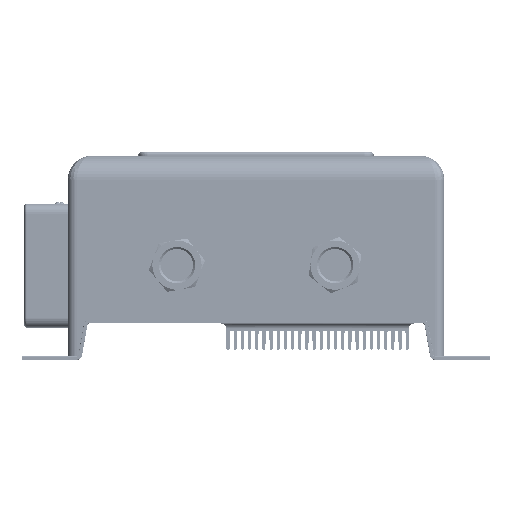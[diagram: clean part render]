
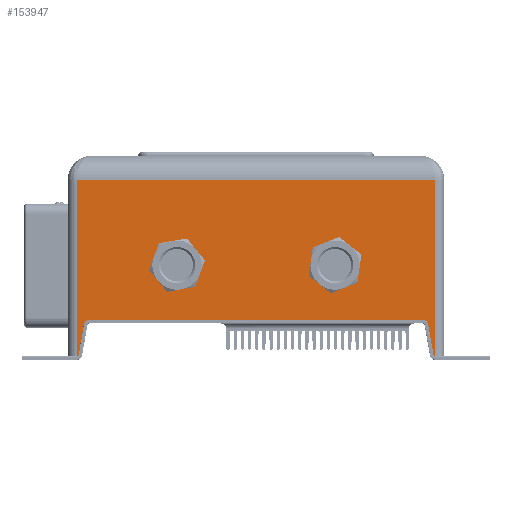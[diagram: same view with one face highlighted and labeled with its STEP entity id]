
A CAD part, front view. The second image highlights one B-rep face of the part: STEP entity #153947.
In plain terms, the highlighted face is planar.
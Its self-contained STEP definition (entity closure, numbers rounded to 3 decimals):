
#295 = ORIENTED_EDGE ( 'NONE', *, *, #5438, .F. ) ;
#1876 = CARTESIAN_POINT ( 'NONE',  ( -81.051, -10., -329. ) ) ;
#1954 = EDGE_CURVE ( 'NONE', #37607, #63111, #2937, .T. ) ;
#2256 = CARTESIAN_POINT ( 'NONE',  ( 66.655, 45., -329. ) ) ;
#2937 = LINE ( 'NONE', #15549, #150280 ) ;
#3248 = CARTESIAN_POINT ( 'NONE',  ( -81.051, 95., -329. ) ) ;
#4299 = VERTEX_POINT ( 'NONE', #79107 ) ;
#5438 = EDGE_CURVE ( 'NONE', #63971, #32202, #120967, .T. ) ;
#7184 = VECTOR ( 'NONE', #77512, 1000. ) ;
#7280 = EDGE_CURVE ( 'NONE', #32202, #4299, #137690, .T. ) ;
#7592 = CARTESIAN_POINT ( 'NONE',  ( -77.122, 77.479, -329. ) ) ;
#8238 = FACE_BOUND ( 'NONE', #87244, .T. ) ;
#9367 = CIRCLE ( 'NONE', #87740, 1. ) ;
#10109 = DIRECTION ( 'NONE',  ( -1., 0., 0. ) ) ;
#11342 = DIRECTION ( 'NONE',  ( 0., 0., -1. ) ) ;
#14212 = CARTESIAN_POINT ( 'NONE',  ( 54.655, 45., -329. ) ) ;
#15549 = CARTESIAN_POINT ( 'NONE',  ( 115.655, -10., -329. ) ) ;
#16387 = ORIENTED_EDGE ( 'NONE', *, *, #33444, .F. ) ;
#16451 = CARTESIAN_POINT ( 'NONE',  ( -77.122, 77.479, -329. ) ) ;
#16478 = AXIS2_PLACEMENT_3D ( 'NONE', #23721, #116844, #93214 ) ;
#16652 = VERTEX_POINT ( 'NONE', #16724 ) ;
#16724 = CARTESIAN_POINT ( 'NONE',  ( -80.066, 94.174, -329. ) ) ;
#17322 = DIRECTION ( 'NONE',  ( 0., 0., 1. ) ) ;
#19010 = VERTEX_POINT ( 'NONE', #28216 ) ;
#20844 = FACE_OUTER_BOUND ( 'NONE', #58038, .T. ) ;
#21156 = CARTESIAN_POINT ( 'NONE',  ( -26.051, 45., -329. ) ) ;
#21168 = VERTEX_POINT ( 'NONE', #40672 ) ;
#22554 = ORIENTED_EDGE ( 'NONE', *, *, #90175, .F. ) ;
#23721 = CARTESIAN_POINT ( 'NONE',  ( -81.051, 94., -329. ) ) ;
#24241 = DIRECTION ( 'NONE',  ( 0., 0., -1. ) ) ;
#24411 = EDGE_CURVE ( 'NONE', #21168, #19010, #114548, .T. ) ;
#25516 = CARTESIAN_POINT ( 'NONE',  ( 108.772, 78., -329. ) ) ;
#27078 = DIRECTION ( 'NONE',  ( -1., 0., 0. ) ) ;
#28216 = CARTESIAN_POINT ( 'NONE',  ( -32.051, 45., -329. ) ) ;
#31841 = CARTESIAN_POINT ( 'NONE',  ( 111.726, 77.479, -329. ) ) ;
#31934 = CARTESIAN_POINT ( 'NONE',  ( 120.655, -10., -329. ) ) ;
#32073 = ORIENTED_EDGE ( 'NONE', *, *, #124887, .T. ) ;
#32202 = VERTEX_POINT ( 'NONE', #46465 ) ;
#32466 = ORIENTED_EDGE ( 'NONE', *, *, #1954, .T. ) ;
#33444 = EDGE_CURVE ( 'NONE', #98103, #109217, #45052, .T. ) ;
#35664 = CIRCLE ( 'NONE', #55837, 3. ) ;
#35779 = CARTESIAN_POINT ( 'NONE',  ( 60.655, 45., -329. ) ) ;
#37607 = VERTEX_POINT ( 'NONE', #104708 ) ;
#40088 = EDGE_CURVE ( 'NONE', #63111, #43582, #135868, .T. ) ;
#40672 = CARTESIAN_POINT ( 'NONE',  ( -20.051, 45., -329. ) ) ;
#41065 = ORIENTED_EDGE ( 'NONE', *, *, #24411, .F. ) ;
#41694 = LINE ( 'NONE', #16451, #99683 ) ;
#42289 = CARTESIAN_POINT ( 'NONE',  ( -74.168, 75., -329. ) ) ;
#43349 = CARTESIAN_POINT ( 'NONE',  ( 115.655, 94., -329. ) ) ;
#43476 = ORIENTED_EDGE ( 'NONE', *, *, #40088, .T. ) ;
#43582 = VERTEX_POINT ( 'NONE', #121197 ) ;
#44345 = LINE ( 'NONE', #79092, #7184 ) ;
#44720 = EDGE_CURVE ( 'NONE', #148146, #16652, #41694, .T. ) ;
#45052 = CIRCLE ( 'NONE', #133153, 6. ) ;
#46465 = CARTESIAN_POINT ( 'NONE',  ( 108.772, 75., -329. ) ) ;
#47189 = CARTESIAN_POINT ( 'NONE',  ( -74.168, 78., -329. ) ) ;
#50394 = AXIS2_PLACEMENT_3D ( 'NONE', #25516, #86259, #73644 ) ;
#51056 = EDGE_CURVE ( 'NONE', #98206, #63971, #44345, .T. ) ;
#51741 = CIRCLE ( 'NONE', #16478, 1. ) ;
#54419 = DIRECTION ( 'NONE',  ( -1., 0., 0. ) ) ;
#55837 = AXIS2_PLACEMENT_3D ( 'NONE', #47189, #24241, #95294 ) ;
#56377 = DIRECTION ( 'NONE',  ( 0., 0., 1. ) ) ;
#57221 = ORIENTED_EDGE ( 'NONE', *, *, #105529, .F. ) ;
#57235 = CIRCLE ( 'NONE', #145327, 6. ) ;
#58038 = EDGE_LOOP ( 'NONE', ( #32466, #43476, #32073, #136031, #79526, #146905, #119278, #295, #127040, #57221 ) ) ;
#61800 = CARTESIAN_POINT ( 'NONE',  ( -81.051, -1.5, -329. ) ) ;
#63111 = VERTEX_POINT ( 'NONE', #70040 ) ;
#63674 = DIRECTION ( 'NONE',  ( 0., -1., 0. ) ) ;
#63971 = VERTEX_POINT ( 'NONE', #31841 ) ;
#66437 = CARTESIAN_POINT ( 'NONE',  ( 60.655, 45., -329. ) ) ;
#70040 = CARTESIAN_POINT ( 'NONE',  ( 115.655, -1.5, -329. ) ) ;
#73644 = DIRECTION ( 'NONE',  ( 1., 0., 0. ) ) ;
#77205 = DIRECTION ( 'NONE',  ( -0.174, 0.985, 0. ) ) ;
#77512 = DIRECTION ( 'NONE',  ( -0.174, -0.985, 0. ) ) ;
#77861 = CIRCLE ( 'NONE', #115579, 6. ) ;
#79092 = CARTESIAN_POINT ( 'NONE',  ( 111.726, 77.479, -329. ) ) ;
#79107 = CARTESIAN_POINT ( 'NONE',  ( -74.168, 75., -329. ) ) ;
#79526 = ORIENTED_EDGE ( 'NONE', *, *, #44720, .F. ) ;
#83305 = DIRECTION ( 'NONE',  ( -1., 0., 0. ) ) ;
#85515 = LINE ( 'NONE', #1876, #138446 ) ;
#86259 = DIRECTION ( 'NONE',  ( 0., 0., -1. ) ) ;
#87244 = EDGE_LOOP ( 'NONE', ( #91622, #41065 ) ) ;
#87740 = AXIS2_PLACEMENT_3D ( 'NONE', #43349, #17322, #54419 ) ;
#90175 = EDGE_CURVE ( 'NONE', #109217, #98103, #57235, .T. ) ;
#91622 = ORIENTED_EDGE ( 'NONE', *, *, #146361, .F. ) ;
#93214 = DIRECTION ( 'NONE',  ( -1., 0., 0. ) ) ;
#94988 = EDGE_LOOP ( 'NONE', ( #22554, #16387 ) ) ;
#95294 = DIRECTION ( 'NONE',  ( 1., 0., 0. ) ) ;
#98103 = VERTEX_POINT ( 'NONE', #2256 ) ;
#98206 = VERTEX_POINT ( 'NONE', #150502 ) ;
#99322 = VERTEX_POINT ( 'NONE', #3248 ) ;
#99683 = VECTOR ( 'NONE', #77205, 1000. ) ;
#102846 = AXIS2_PLACEMENT_3D ( 'NONE', #31934, #56377, #153372 ) ;
#104708 = CARTESIAN_POINT ( 'NONE',  ( 115.655, 95., -329. ) ) ;
#105529 = EDGE_CURVE ( 'NONE', #37607, #98206, #9367, .T. ) ;
#105564 = DIRECTION ( 'NONE',  ( 0., 0., -1. ) ) ;
#106530 = VECTOR ( 'NONE', #27078, 1000. ) ;
#109217 = VERTEX_POINT ( 'NONE', #14212 ) ;
#114548 = CIRCLE ( 'NONE', #149772, 6. ) ;
#115579 = AXIS2_PLACEMENT_3D ( 'NONE', #155824, #143212, #83305 ) ;
#116844 = DIRECTION ( 'NONE',  ( 0., 0., 1. ) ) ;
#119278 = ORIENTED_EDGE ( 'NONE', *, *, #7280, .F. ) ;
#120967 = CIRCLE ( 'NONE', #50394, 3. ) ;
#121197 = CARTESIAN_POINT ( 'NONE',  ( -81.051, -1.5, -329. ) ) ;
#124887 = EDGE_CURVE ( 'NONE', #43582, #99322, #85515, .T. ) ;
#127040 = ORIENTED_EDGE ( 'NONE', *, *, #51056, .F. ) ;
#127469 = EDGE_CURVE ( 'NONE', #4299, #148146, #35664, .T. ) ;
#132738 = DIRECTION ( 'NONE',  ( -1., 0., 0. ) ) ;
#133153 = AXIS2_PLACEMENT_3D ( 'NONE', #35779, #11342, #132738 ) ;
#135868 = LINE ( 'NONE', #61800, #106530 ) ;
#136031 = ORIENTED_EDGE ( 'NONE', *, *, #140916, .F. ) ;
#137378 = DIRECTION ( 'NONE',  ( 0., 0., -1. ) ) ;
#137690 = LINE ( 'NONE', #42289, #151840 ) ;
#138446 = VECTOR ( 'NONE', #146223, 1000. ) ;
#139947 = PLANE ( 'NONE',  #102846 ) ;
#140515 = DIRECTION ( 'NONE',  ( -1., 0., 0. ) ) ;
#140734 = FACE_BOUND ( 'NONE', #94988, .T. ) ;
#140916 = EDGE_CURVE ( 'NONE', #16652, #99322, #51741, .T. ) ;
#143212 = DIRECTION ( 'NONE',  ( 0., 0., -1. ) ) ;
#145327 = AXIS2_PLACEMENT_3D ( 'NONE', #66437, #137378, #140515 ) ;
#146223 = DIRECTION ( 'NONE',  ( 0., 1., 0. ) ) ;
#146361 = EDGE_CURVE ( 'NONE', #19010, #21168, #77861, .T. ) ;
#146905 = ORIENTED_EDGE ( 'NONE', *, *, #127469, .F. ) ;
#148146 = VERTEX_POINT ( 'NONE', #7592 ) ;
#149550 = DIRECTION ( 'NONE',  ( -1., 0., 0. ) ) ;
#149772 = AXIS2_PLACEMENT_3D ( 'NONE', #21156, #105564, #10109 ) ;
#150280 = VECTOR ( 'NONE', #63674, 1000. ) ;
#150502 = CARTESIAN_POINT ( 'NONE',  ( 114.67, 94.174, -329. ) ) ;
#151840 = VECTOR ( 'NONE', #149550, 1000. ) ;
#153372 = DIRECTION ( 'NONE',  ( 1., 0., 0. ) ) ;
#153947 = ADVANCED_FACE ( 'NONE', ( #8238, #140734, #20844 ), #139947, .F. ) ;
#155824 = CARTESIAN_POINT ( 'NONE',  ( -26.051, 45., -329. ) ) ;
